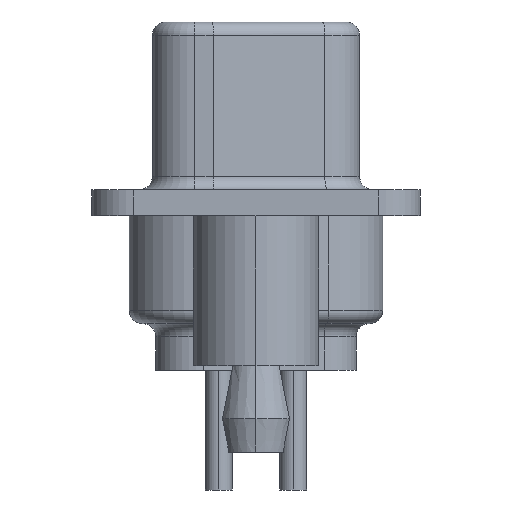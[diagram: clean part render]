
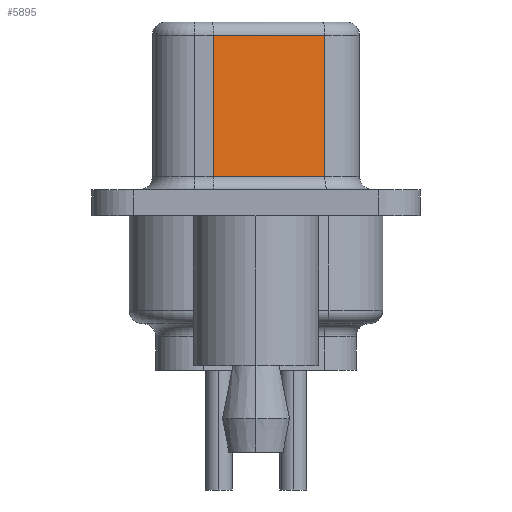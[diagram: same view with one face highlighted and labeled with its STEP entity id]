
A CAD part, left-side view. The second image highlights one B-rep face of the part: STEP entity #5895.
In plain terms, the highlighted planar face has unit normal (-0.985, -0.174, 0).
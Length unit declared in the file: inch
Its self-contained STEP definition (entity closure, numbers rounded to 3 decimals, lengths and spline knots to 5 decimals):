
#1327 = CARTESIAN_POINT ( 'NONE',  ( -0.29198, -0.10344, 0.02 ) ) ;
#1328 = CARTESIAN_POINT ( 'NONE',  ( -0.29198, -0.10344, 0.232 ) ) ;
#1329 = DIRECTION ( 'NONE',  ( 0., 0., -1. ) ) ;
#1330 = VECTOR ( 'NONE', #1329, 39.37008 ) ;
#1331 = CARTESIAN_POINT ( 'NONE',  ( -0.29198, -0.10344, 0.252 ) ) ;
#1332 = LINE ( 'NONE', #1331, #1330 ) ;
#1333 = DIRECTION ( 'NONE',  ( -0.174, 0.985, 0. ) ) ;
#1391 = DIRECTION ( 'NONE',  ( 0.985, 0.174, 0. ) ) ;
#1392 = CARTESIAN_POINT ( 'NONE',  ( -0.3215, 0.064, 0.252 ) ) ;
#1393 = AXIS2_PLACEMENT_3D ( 'NONE', #1392, #1391, #1333 ) ;
#1394 = PLANE ( 'NONE',  #1393 ) ;
#1413 = FACE_OUTER_BOUND ( 'NONE', #5896, .T. ) ;
#1793 = CARTESIAN_POINT ( 'NONE',  ( -0.3215, 0.064, 0.02 ) ) ;
#1794 = CARTESIAN_POINT ( 'NONE',  ( -0.3215, 0.064, 0.232 ) ) ;
#1795 = DIRECTION ( 'NONE',  ( 0., 0., -1. ) ) ;
#1796 = VECTOR ( 'NONE', #1795, 39.37008 ) ;
#1797 = CARTESIAN_POINT ( 'NONE',  ( -0.3215, 0.064, 0.252 ) ) ;
#1798 = LINE ( 'NONE', #1797, #1796 ) ;
#1810 = LINE ( 'NONE', #1865, #1864 ) ;
#1812 = DIRECTION ( 'NONE',  ( -0.174, 0.985, 0. ) ) ;
#1813 = VECTOR ( 'NONE', #1812, 39.37008 ) ;
#1814 = CARTESIAN_POINT ( 'NONE',  ( -0.3215, 0.064, 0.232 ) ) ;
#1815 = LINE ( 'NONE', #1814, #1813 ) ;
#1863 = DIRECTION ( 'NONE',  ( 0.174, -0.985, 0. ) ) ;
#1864 = VECTOR ( 'NONE', #1863, 39.37008 ) ;
#1865 = CARTESIAN_POINT ( 'NONE',  ( -0.29198, -0.10344, 0.02 ) ) ;
#5895 = ADVANCED_FACE ( 'NONE', ( #1413 ), #1394, .F. ) ;
#5896 = EDGE_LOOP ( 'NONE', ( #5897, #6000, #6002, #6003 ) ) ;
#5897 = ORIENTED_EDGE ( 'NONE', *, *, #5898, .F. ) ;
#5898 = EDGE_CURVE ( 'NONE', #5899, #5900, #1332, .T. ) ;
#5899 = VERTEX_POINT ( 'NONE', #1328 ) ;
#5900 = VERTEX_POINT ( 'NONE', #1327 ) ;
#5992 = EDGE_CURVE ( 'NONE', #5993, #5994, #1798, .T. ) ;
#5993 = VERTEX_POINT ( 'NONE', #1794 ) ;
#5994 = VERTEX_POINT ( 'NONE', #1793 ) ;
#6000 = ORIENTED_EDGE ( 'NONE', *, *, #6001, .T. ) ;
#6001 = EDGE_CURVE ( 'NONE', #5899, #5993, #1815, .T. ) ;
#6002 = ORIENTED_EDGE ( 'NONE', *, *, #5992, .T. ) ;
#6003 = ORIENTED_EDGE ( 'NONE', *, *, #6004, .T. ) ;
#6004 = EDGE_CURVE ( 'NONE', #5994, #5900, #1810, .T. ) ;
